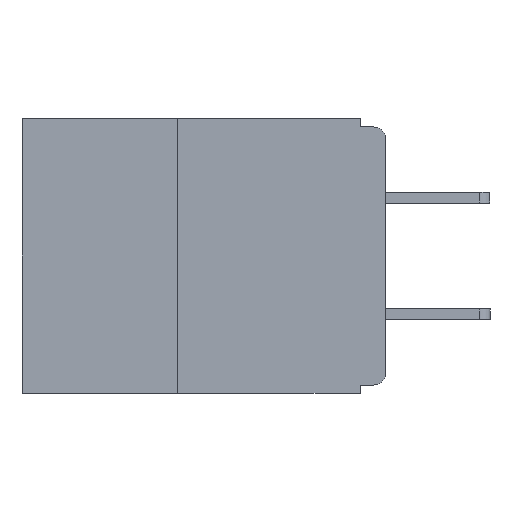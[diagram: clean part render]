
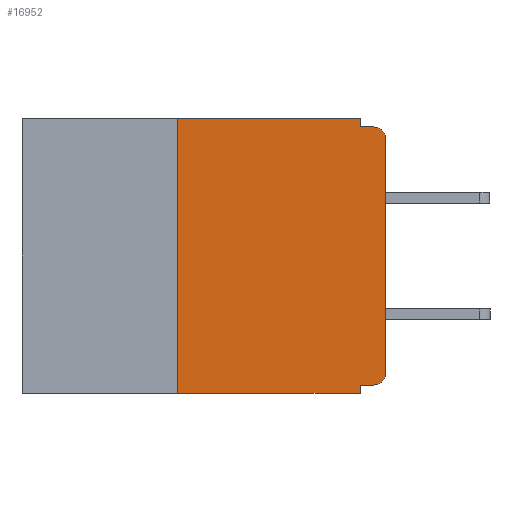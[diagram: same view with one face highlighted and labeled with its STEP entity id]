
A CAD part, left-side view. The second image highlights one B-rep face of the part: STEP entity #16952.
In plain terms, the highlighted planar face has unit normal (-1, 0, 0).
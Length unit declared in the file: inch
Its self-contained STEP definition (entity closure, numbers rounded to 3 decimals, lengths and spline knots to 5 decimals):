
#315 = VECTOR ( 'NONE', #17180, 39.37008 ) ;
#1076 = DIRECTION ( 'NONE',  ( 0., 0., -1. ) ) ;
#1515 = VERTEX_POINT ( 'NONE', #9148 ) ;
#1554 = VERTEX_POINT ( 'NONE', #5447 ) ;
#2039 = EDGE_CURVE ( 'NONE', #1515, #13980, #19157, .T. ) ;
#2850 = EDGE_CURVE ( 'NONE', #6558, #1515, #28988, .T. ) ;
#3076 = CARTESIAN_POINT ( 'NONE',  ( 0., 0.25, 0. ) ) ;
#3570 = ORIENTED_EDGE ( 'NONE', *, *, #20181, .T. ) ;
#4145 = VECTOR ( 'NONE', #1076, 39.37008 ) ;
#4467 = LINE ( 'NONE', #18360, #17731 ) ;
#4496 = VECTOR ( 'NONE', #10849, 39.37008 ) ;
#5340 = EDGE_CURVE ( 'NONE', #7155, #18955, #4467, .T. ) ;
#5447 = CARTESIAN_POINT ( 'NONE',  ( 0., 0.015, -0.32 ) ) ;
#5450 = LINE ( 'NONE', #22196, #32895 ) ;
#6459 = DIRECTION ( 'NONE',  ( 0., -1., 0. ) ) ;
#6558 = VERTEX_POINT ( 'NONE', #28630 ) ;
#7155 = VERTEX_POINT ( 'NONE', #18366 ) ;
#7562 = VECTOR ( 'NONE', #7965, 39.37008 ) ;
#7848 = CARTESIAN_POINT ( 'NONE',  ( 0., 0.015, -0.305 ) ) ;
#7965 = DIRECTION ( 'NONE',  ( 0., 1., 0. ) ) ;
#9054 = VERTEX_POINT ( 'NONE', #26647 ) ;
#9148 = CARTESIAN_POINT ( 'NONE',  ( 0., 0., -0.025 ) ) ;
#10070 = CARTESIAN_POINT ( 'NONE',  ( 0., 0.015, -0.01 ) ) ;
#10125 = ORIENTED_EDGE ( 'NONE', *, *, #32652, .F. ) ;
#10203 = EDGE_CURVE ( 'NONE', #1554, #6558, #15012, .T. ) ;
#10411 = DIRECTION ( 'NONE',  ( 0., -1., 0. ) ) ;
#10513 = DIRECTION ( 'NONE',  ( 0., 0., -1. ) ) ;
#10849 = DIRECTION ( 'NONE',  ( 0., -1., 0. ) ) ;
#11161 = VERTEX_POINT ( 'NONE', #24333 ) ;
#11162 = ORIENTED_EDGE ( 'NONE', *, *, #17504, .F. ) ;
#11962 = ORIENTED_EDGE ( 'NONE', *, *, #2039, .T. ) ;
#12389 = LINE ( 'NONE', #16164, #4496 ) ;
#12834 = EDGE_CURVE ( 'NONE', #18955, #11161, #12389, .T. ) ;
#13028 = CARTESIAN_POINT ( 'NONE',  ( 0., 0., 0. ) ) ;
#13164 = CARTESIAN_POINT ( 'NONE',  ( 0., 0., -0.01 ) ) ;
#13310 = CARTESIAN_POINT ( 'NONE',  ( 0., 0.437, 0. ) ) ;
#13980 = VERTEX_POINT ( 'NONE', #10070 ) ;
#14343 = VECTOR ( 'NONE', #10411, 39.37008 ) ;
#14608 = LINE ( 'NONE', #18476, #7562 ) ;
#15012 = CIRCLE ( 'NONE', #28704, 0.015 ) ;
#15180 = LINE ( 'NONE', #13164, #14343 ) ;
#15993 = DIRECTION ( 'NONE',  ( 0., 0., -1. ) ) ;
#16164 = CARTESIAN_POINT ( 'NONE',  ( 0., 0.437, 0. ) ) ;
#16873 = ORIENTED_EDGE ( 'NONE', *, *, #10203, .T. ) ;
#16952 = ADVANCED_FACE ( 'NONE', ( #22924 ), #28734, .F. ) ;
#16965 = ORIENTED_EDGE ( 'NONE', *, *, #27491, .F. ) ;
#17180 = DIRECTION ( 'NONE',  ( 0., 0., 1. ) ) ;
#17504 = EDGE_CURVE ( 'NONE', #26130, #13980, #15180, .T. ) ;
#17731 = VECTOR ( 'NONE', #33487, 39.37008 ) ;
#18360 = CARTESIAN_POINT ( 'NONE',  ( 0., 0.25, -0.33 ) ) ;
#18366 = CARTESIAN_POINT ( 'NONE',  ( 0., 0.25, -0.33 ) ) ;
#18476 = CARTESIAN_POINT ( 'NONE',  ( 0., 0., -0.32 ) ) ;
#18649 = CARTESIAN_POINT ( 'NONE',  ( 0., 0.031, -0.33 ) ) ;
#18955 = VERTEX_POINT ( 'NONE', #3076 ) ;
#19157 = CIRCLE ( 'NONE', #30443, 0.015 ) ;
#20181 = EDGE_CURVE ( 'NONE', #7155, #9054, #5450, .T. ) ;
#20445 = DIRECTION ( 'NONE',  ( 0., 0., -1. ) ) ;
#20491 = DIRECTION ( 'NONE',  ( -1., 0., 0. ) ) ;
#20572 = CARTESIAN_POINT ( 'NONE',  ( 0., 0.015, -0.025 ) ) ;
#20630 = CARTESIAN_POINT ( 'NONE',  ( 0., 0.031, -0.32 ) ) ;
#20985 = AXIS2_PLACEMENT_3D ( 'NONE', #13310, #31238, #15993 ) ;
#22196 = CARTESIAN_POINT ( 'NONE',  ( 0., 0.437, -0.33 ) ) ;
#22924 = FACE_OUTER_BOUND ( 'NONE', #31599, .T. ) ;
#23781 = DIRECTION ( 'NONE',  ( 0., 0., -1. ) ) ;
#24244 = VECTOR ( 'NONE', #23781, 39.37008 ) ;
#24333 = CARTESIAN_POINT ( 'NONE',  ( 0., 0.031, 0. ) ) ;
#24757 = ORIENTED_EDGE ( 'NONE', *, *, #2850, .T. ) ;
#25162 = ORIENTED_EDGE ( 'NONE', *, *, #5340, .F. ) ;
#26038 = DIRECTION ( 'NONE',  ( -1., 0., 0. ) ) ;
#26130 = VERTEX_POINT ( 'NONE', #31648 ) ;
#26528 = EDGE_CURVE ( 'NONE', #1554, #31895, #14608, .T. ) ;
#26647 = CARTESIAN_POINT ( 'NONE',  ( 0., 0.031, -0.33 ) ) ;
#27491 = EDGE_CURVE ( 'NONE', #11161, #26130, #32476, .T. ) ;
#27826 = ORIENTED_EDGE ( 'NONE', *, *, #26528, .F. ) ;
#28630 = CARTESIAN_POINT ( 'NONE',  ( 0., 0., -0.305 ) ) ;
#28704 = AXIS2_PLACEMENT_3D ( 'NONE', #7848, #26038, #10513 ) ;
#28734 = PLANE ( 'NONE',  #20985 ) ;
#28988 = LINE ( 'NONE', #13028, #315 ) ;
#30443 = AXIS2_PLACEMENT_3D ( 'NONE', #20572, #20491, #20445 ) ;
#30823 = ORIENTED_EDGE ( 'NONE', *, *, #12834, .F. ) ;
#30952 = LINE ( 'NONE', #18649, #24244 ) ;
#31238 = DIRECTION ( 'NONE',  ( 1., 0., 0. ) ) ;
#31599 = EDGE_LOOP ( 'NONE', ( #24757, #11962, #11162, #16965, #30823, #25162, #3570, #10125, #27826, #16873 ) ) ;
#31648 = CARTESIAN_POINT ( 'NONE',  ( 0., 0.031, -0.01 ) ) ;
#31895 = VERTEX_POINT ( 'NONE', #20630 ) ;
#32329 = CARTESIAN_POINT ( 'NONE',  ( 0., 0.031, 0. ) ) ;
#32476 = LINE ( 'NONE', #32329, #4145 ) ;
#32652 = EDGE_CURVE ( 'NONE', #31895, #9054, #30952, .T. ) ;
#32895 = VECTOR ( 'NONE', #6459, 39.37008 ) ;
#33487 = DIRECTION ( 'NONE',  ( 0., 0., 1. ) ) ;
